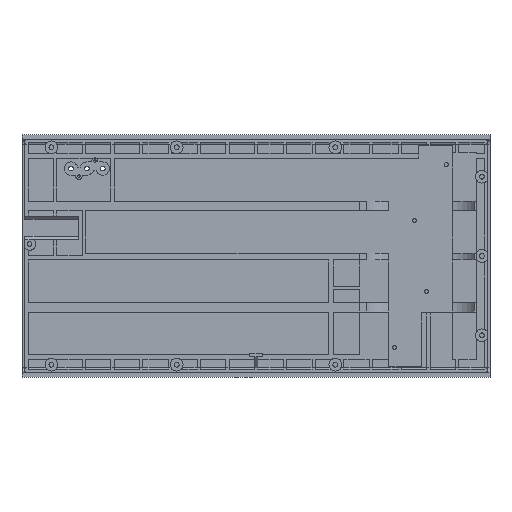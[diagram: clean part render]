
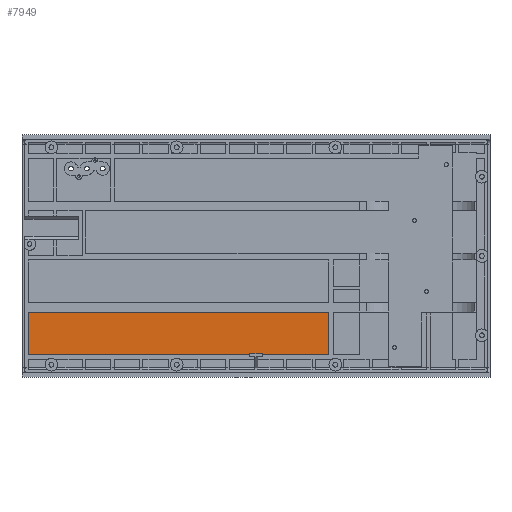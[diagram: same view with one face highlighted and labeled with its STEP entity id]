
A CAD part, front view. The second image highlights one B-rep face of the part: STEP entity #7949.
In plain terms, the highlighted planar face has unit normal (0, -1, 0).
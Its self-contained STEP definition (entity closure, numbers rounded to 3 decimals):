
#1539 = ORIENTED_EDGE ( 'NONE', *, *, #6770, .T. ) ;
#3241 = CARTESIAN_POINT ( 'NONE',  ( 22.85, 11., -31.15 ) ) ;
#3454 = EDGE_CURVE ( 'NONE', #5113, #22103, #10831, .T. ) ;
#3526 = VECTOR ( 'NONE', #11376, 1000. ) ;
#3895 = CARTESIAN_POINT ( 'NONE',  ( -71.85, 11., -17.65 ) ) ;
#4478 = DIRECTION ( 'NONE',  ( 0., 0., 1. ) ) ;
#5113 = VERTEX_POINT ( 'NONE', #22118 ) ;
#5632 = DIRECTION ( 'NONE',  ( 0., 0., 1. ) ) ;
#6123 = LINE ( 'NONE', #22757, #16165 ) ;
#6737 = VECTOR ( 'NONE', #4478, 1000. ) ;
#6770 = EDGE_CURVE ( 'NONE', #15894, #21064, #6123, .T. ) ;
#7949 = ADVANCED_FACE ( 'NONE', ( #17955 ), #10107, .F. ) ;
#8416 = DIRECTION ( 'NONE',  ( 0., 0., -1. ) ) ;
#9930 = EDGE_CURVE ( 'NONE', #21064, #5113, #23814, .T. ) ;
#10107 = PLANE ( 'NONE',  #10850 ) ;
#10831 = LINE ( 'NONE', #24783, #6737 ) ;
#10850 = AXIS2_PLACEMENT_3D ( 'NONE', #18370, #26612, #5632 ) ;
#11376 = DIRECTION ( 'NONE',  ( -1., 0., 0. ) ) ;
#13412 = LINE ( 'NONE', #21666, #3526 ) ;
#15538 = EDGE_CURVE ( 'NONE', #22103, #15894, #13412, .T. ) ;
#15894 = VERTEX_POINT ( 'NONE', #3895 ) ;
#16165 = VECTOR ( 'NONE', #8416, 1000. ) ;
#17469 = CARTESIAN_POINT ( 'NONE',  ( -71.85, 11., -31.15 ) ) ;
#17955 = FACE_OUTER_BOUND ( 'NONE', #23835, .T. ) ;
#18370 = CARTESIAN_POINT ( 'NONE',  ( 0., 11., 0. ) ) ;
#20077 = VECTOR ( 'NONE', #25321, 1000. ) ;
#21064 = VERTEX_POINT ( 'NONE', #17469 ) ;
#21666 = CARTESIAN_POINT ( 'NONE',  ( 22.85, 11., -17.65 ) ) ;
#22088 = ORIENTED_EDGE ( 'NONE', *, *, #3454, .T. ) ;
#22103 = VERTEX_POINT ( 'NONE', #25715 ) ;
#22118 = CARTESIAN_POINT ( 'NONE',  ( 22.85, 11., -31.15 ) ) ;
#22757 = CARTESIAN_POINT ( 'NONE',  ( -71.85, 11., -17.65 ) ) ;
#23814 = LINE ( 'NONE', #3241, #20077 ) ;
#23835 = EDGE_LOOP ( 'NONE', ( #22088, #25692, #1539, #24937 ) ) ;
#24783 = CARTESIAN_POINT ( 'NONE',  ( 22.85, 11., -17.65 ) ) ;
#24937 = ORIENTED_EDGE ( 'NONE', *, *, #9930, .T. ) ;
#25321 = DIRECTION ( 'NONE',  ( 1., 0., 0. ) ) ;
#25692 = ORIENTED_EDGE ( 'NONE', *, *, #15538, .T. ) ;
#25715 = CARTESIAN_POINT ( 'NONE',  ( 22.85, 11., -17.65 ) ) ;
#26612 = DIRECTION ( 'NONE',  ( 0., 1., 0. ) ) ;
